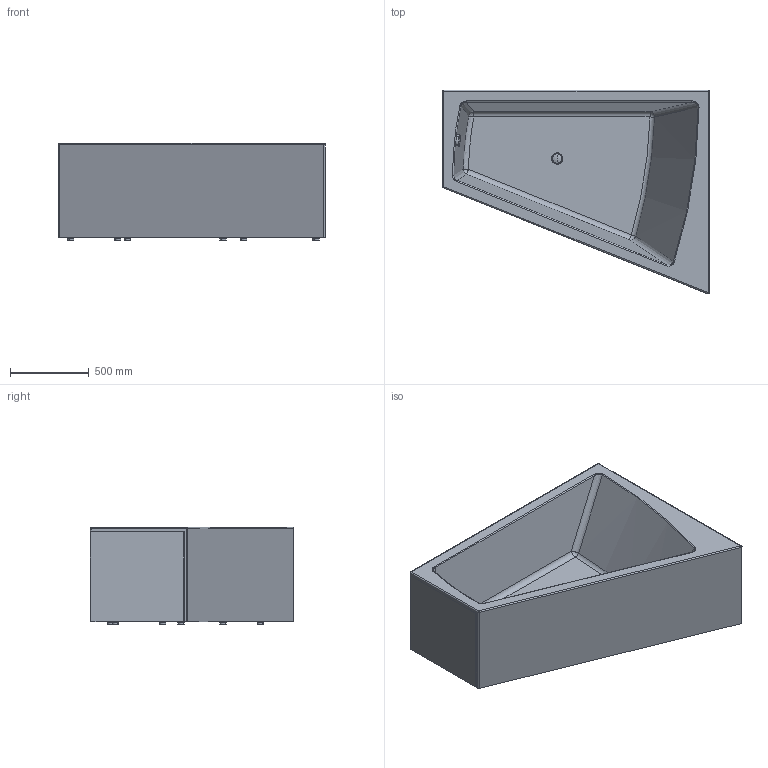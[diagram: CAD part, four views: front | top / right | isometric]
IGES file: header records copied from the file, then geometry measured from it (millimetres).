
Global section: file name: No Iges File Name specified; native system: Autodesk Inventor 2011; preprocessor: AutoDesk Inventor Iges Exporter R2011; author: Administrator; date: 20110529.221932; units: millimetre
Bounding box: 1700 x 1296.65 x 618 mm (x, y, z)
Volume: 60781017.7 mm3; surface area: 10865474.8 mm2
Topology: 52 solids, 60 shells, 2489 faces, 6220 edges, 4020 vertices
Faces by surface type: plane 1398, revolution 493, cylinder 459, bspline 87, cone 36, torus 8, sphere 8
